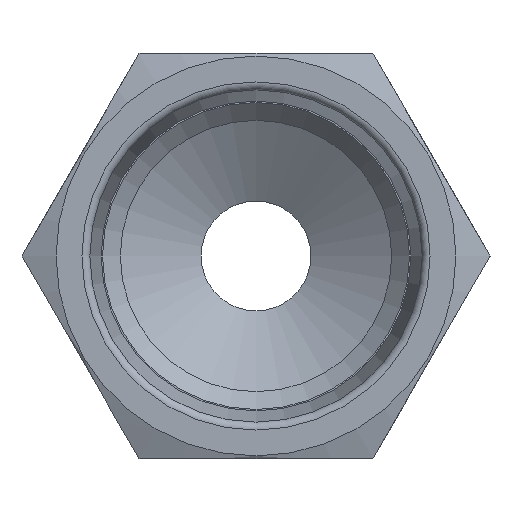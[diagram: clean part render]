
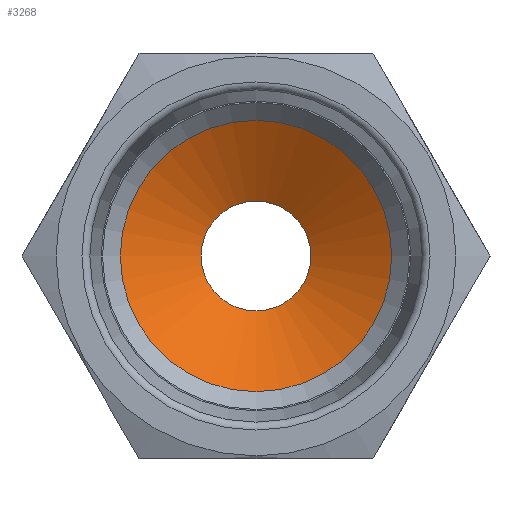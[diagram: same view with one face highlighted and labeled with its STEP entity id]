
A CAD part, left-side view. The second image highlights one B-rep face of the part: STEP entity #3268.
In plain terms, the highlighted free-form (B-spline) face has degree [1, 2] with [2, 9] control points.
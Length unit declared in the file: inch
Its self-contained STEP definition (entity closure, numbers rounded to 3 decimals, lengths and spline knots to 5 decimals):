
#3213=CARTESIAN_POINT('',(0.61,0.0,0.251));
#3214=VERTEX_POINT('',#3213);
#3215=CARTESIAN_POINT('',(0.61,0.0,0.0));
#3216=DIRECTION('',(-1.0,0.0,0.0));
#3217=DIRECTION('',(0.0,0.0,1.0));
#3218=AXIS2_PLACEMENT_3D('',#3215,#3216,#3217);
#3219=CIRCLE('',#3218,0.251);
#3220=EDGE_CURVE('',#3214,#3214,#3219,.T.);
#3228=CARTESIAN_POINT('',(0.61,0.,-0.251));
#3229=CARTESIAN_POINT('',(0.69983,0.,-0.1015));
#3230=CARTESIAN_POINT('',(0.61,-0.251,-0.251));
#3231=CARTESIAN_POINT('',(0.69983,-0.1015,-0.1015));
#3232=CARTESIAN_POINT('',(0.61,-0.251,0.));
#3233=CARTESIAN_POINT('',(0.69983,-0.1015,0.));
#3234=CARTESIAN_POINT('',(0.61,-0.251,0.251));
#3235=CARTESIAN_POINT('',(0.69983,-0.1015,0.1015));
#3236=CARTESIAN_POINT('',(0.61,0.,0.251));
#3237=CARTESIAN_POINT('',(0.69983,0.,0.1015));
#3238=CARTESIAN_POINT('',(0.61,0.251,0.251));
#3239=CARTESIAN_POINT('',(0.69983,0.1015,0.1015));
#3240=CARTESIAN_POINT('',(0.61,0.251,0.));
#3241=CARTESIAN_POINT('',(0.69983,0.1015,0.));
#3242=CARTESIAN_POINT('',(0.61,0.251,-0.251));
#3243=CARTESIAN_POINT('',(0.69983,0.1015,-0.1015));
#3244=CARTESIAN_POINT('',(0.61,0.,-0.251));
#3245=CARTESIAN_POINT('',(0.69983,0.,-0.1015));
#3253=(BOUNDED_SURFACE()B_SPLINE_SURFACE(1,2,((#3228,#3230,#3232,#3234,#3236,#3238,#3240,#3242,#3244),(#3229,#3231,#3233,#3235,#3237,#3239,#3241,#3243,#3245)),.UNSPECIFIED.,.F.,.T.,.U.)B_SPLINE_SURFACE_WITH_KNOTS((2,2),(3,2,2,2,3),(-1.16663,0.2231),(0.0,0.19713,0.39427,0.5914,0.78854),.UNSPECIFIED.)GEOMETRIC_REPRESENTATION_ITEM()RATIONAL_B_SPLINE_SURFACE(((1.0,0.707,1.0,0.707,1.0,0.707,1.0,0.707,1.0),(1.0,0.707,1.0,0.707,1.0,0.707,1.0,0.707,1.0)))REPRESENTATION_ITEM('')SURFACE());
#3254=CARTESIAN_POINT('',(0.69983,0.1015,0.));
#3255=VERTEX_POINT('',#3254);
#3256=CARTESIAN_POINT('',(0.69983,0.0,0.0));
#3257=DIRECTION('',(-1.0,0.0,0.0));
#3258=DIRECTION('',(0.0,-1.0,0.0));
#3259=AXIS2_PLACEMENT_3D('',#3256,#3257,#3258);
#3260=CIRCLE('',#3259,0.1015);
#3261=EDGE_CURVE('',#3255,#3255,#3260,.T.);
#3262=ORIENTED_EDGE('',*,*,#3261,.F.);
#3263=EDGE_LOOP('',(#3262));
#3264=FACE_OUTER_BOUND('',#3263,.T.);
#3265=ORIENTED_EDGE('',*,*,#3220,.T.);
#3266=EDGE_LOOP('',(#3265));
#3267=FACE_BOUND('',#3266,.T.);
#3268=ADVANCED_FACE('',(#3264,#3267),#3253,.F.);
